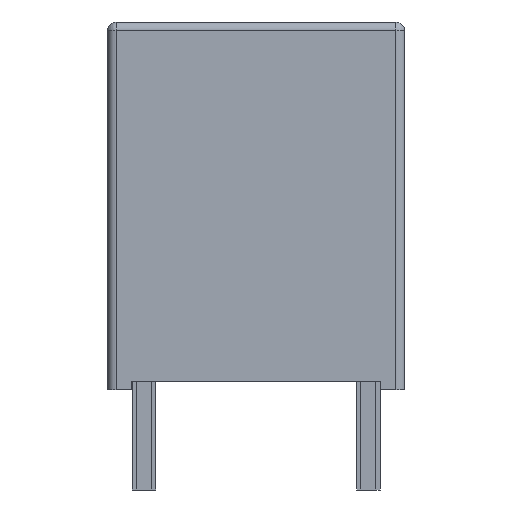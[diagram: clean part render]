
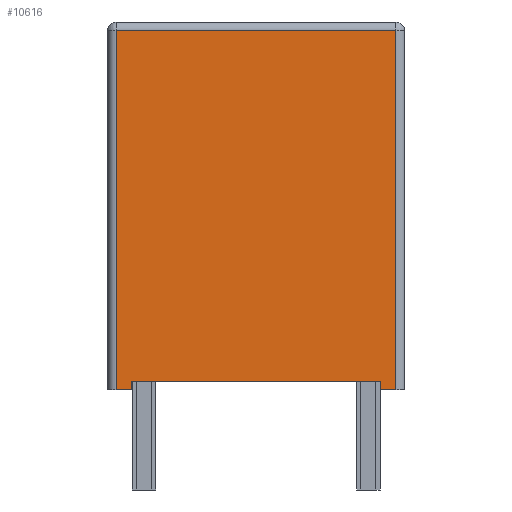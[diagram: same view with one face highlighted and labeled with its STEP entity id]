
A CAD part, left-side view. The second image highlights one B-rep face of the part: STEP entity #10616.
In plain terms, the highlighted planar face has unit normal (-1, 0, 0).
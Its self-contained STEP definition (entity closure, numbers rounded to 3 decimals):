
#53 = DIRECTION ( 'NONE',  ( 0., -1., 0. ) ) ;
#147 = VERTEX_POINT ( 'NONE', #6818 ) ;
#390 = LINE ( 'NONE', #1456, #3518 ) ;
#749 = PLANE ( 'NONE',  #2328 ) ;
#913 = DIRECTION ( 'NONE',  ( 0., 0., 1. ) ) ;
#1213 = LINE ( 'NONE', #12829, #8643 ) ;
#1456 = CARTESIAN_POINT ( 'NONE',  ( -14.25, -4.219, -0.3 ) ) ;
#1844 = DIRECTION ( 'NONE',  ( 1., 0., 0. ) ) ;
#1892 = VERTEX_POINT ( 'NONE', #13524 ) ;
#1942 = VECTOR ( 'NONE', #9280, 1000. ) ;
#1954 = VERTEX_POINT ( 'NONE', #5548 ) ;
#2006 = EDGE_CURVE ( 'NONE', #7055, #147, #14551, .T. ) ;
#2328 = AXIS2_PLACEMENT_3D ( 'NONE', #10015, #1844, #11424 ) ;
#2430 = CARTESIAN_POINT ( 'NONE',  ( -14.25, 5.05, -0.3 ) ) ;
#2605 = CARTESIAN_POINT ( 'NONE',  ( -14.25, 4.219, -0.3 ) ) ;
#2636 = VERTEX_POINT ( 'NONE', #2605 ) ;
#2815 = VERTEX_POINT ( 'NONE', #13024 ) ;
#2945 = CARTESIAN_POINT ( 'NONE',  ( -14.25, -5.05, 0. ) ) ;
#3518 = VECTOR ( 'NONE', #3771, 1000. ) ;
#3771 = DIRECTION ( 'NONE',  ( 0., 0., 1. ) ) ;
#3956 = DIRECTION ( 'NONE',  ( 0., -1., 0. ) ) ;
#4216 = EDGE_CURVE ( 'NONE', #2636, #8379, #4466, .T. ) ;
#4466 = LINE ( 'NONE', #11514, #10539 ) ;
#5353 = DIRECTION ( 'NONE',  ( 0., 0., 1. ) ) ;
#5450 = VERTEX_POINT ( 'NONE', #8873 ) ;
#5548 = CARTESIAN_POINT ( 'NONE',  ( -14.25, -4.75, 11.9 ) ) ;
#5736 = VECTOR ( 'NONE', #53, 1000. ) ;
#6057 = CARTESIAN_POINT ( 'NONE',  ( -14.25, -4.219, -0.3 ) ) ;
#6165 = VECTOR ( 'NONE', #9031, 1000. ) ;
#6359 = LINE ( 'NONE', #13490, #1942 ) ;
#6433 = EDGE_CURVE ( 'NONE', #1954, #1892, #6359, .T. ) ;
#6580 = ORIENTED_EDGE ( 'NONE', *, *, #13076, .T. ) ;
#6656 = CARTESIAN_POINT ( 'NONE',  ( -14.25, 4.219, 0. ) ) ;
#6800 = EDGE_CURVE ( 'NONE', #7055, #2815, #390, .T. ) ;
#6818 = CARTESIAN_POINT ( 'NONE',  ( -14.25, -4.75, -0.3 ) ) ;
#7055 = VERTEX_POINT ( 'NONE', #6057 ) ;
#8379 = VERTEX_POINT ( 'NONE', #6656 ) ;
#8643 = VECTOR ( 'NONE', #11676, 1000. ) ;
#8848 = FACE_OUTER_BOUND ( 'NONE', #13552, .T. ) ;
#8873 = CARTESIAN_POINT ( 'NONE',  ( -14.25, 4.75, -0.3 ) ) ;
#9031 = DIRECTION ( 'NONE',  ( 0., -1., 0. ) ) ;
#9280 = DIRECTION ( 'NONE',  ( 0., 1., 0. ) ) ;
#9464 = ORIENTED_EDGE ( 'NONE', *, *, #6433, .T. ) ;
#9498 = EDGE_CURVE ( 'NONE', #8379, #2815, #14879, .T. ) ;
#9506 = ORIENTED_EDGE ( 'NONE', *, *, #9498, .T. ) ;
#10015 = CARTESIAN_POINT ( 'NONE',  ( -14.25, -5.05, 12.2 ) ) ;
#10241 = LINE ( 'NONE', #12567, #12417 ) ;
#10326 = ORIENTED_EDGE ( 'NONE', *, *, #6800, .F. ) ;
#10451 = VECTOR ( 'NONE', #3956, 1000. ) ;
#10539 = VECTOR ( 'NONE', #913, 1000. ) ;
#10616 = ADVANCED_FACE ( 'NONE', ( #8848 ), #749, .F. ) ;
#10684 = ORIENTED_EDGE ( 'NONE', *, *, #2006, .T. ) ;
#10810 = ORIENTED_EDGE ( 'NONE', *, *, #4216, .T. ) ;
#11424 = DIRECTION ( 'NONE',  ( 0., 0., -1. ) ) ;
#11514 = CARTESIAN_POINT ( 'NONE',  ( -14.25, 4.219, -0.3 ) ) ;
#11676 = DIRECTION ( 'NONE',  ( 0., 0., -1. ) ) ;
#11740 = EDGE_CURVE ( 'NONE', #147, #1954, #10241, .T. ) ;
#11762 = EDGE_CURVE ( 'NONE', #5450, #2636, #14017, .T. ) ;
#12417 = VECTOR ( 'NONE', #5353, 1000. ) ;
#12567 = CARTESIAN_POINT ( 'NONE',  ( -14.25, -4.75, 12.2 ) ) ;
#12829 = CARTESIAN_POINT ( 'NONE',  ( -14.25, 4.75, 12.2 ) ) ;
#13024 = CARTESIAN_POINT ( 'NONE',  ( -14.25, -4.219, 0. ) ) ;
#13076 = EDGE_CURVE ( 'NONE', #1892, #5450, #1213, .T. ) ;
#13436 = ORIENTED_EDGE ( 'NONE', *, *, #11762, .T. ) ;
#13490 = CARTESIAN_POINT ( 'NONE',  ( -14.25, -5.05, 11.9 ) ) ;
#13524 = CARTESIAN_POINT ( 'NONE',  ( -14.25, 4.75, 11.9 ) ) ;
#13552 = EDGE_LOOP ( 'NONE', ( #10684, #14297, #9464, #6580, #13436, #10810, #9506, #10326 ) ) ;
#13816 = CARTESIAN_POINT ( 'NONE',  ( -14.25, -5.05, -0.3 ) ) ;
#14017 = LINE ( 'NONE', #2430, #5736 ) ;
#14297 = ORIENTED_EDGE ( 'NONE', *, *, #11740, .T. ) ;
#14551 = LINE ( 'NONE', #13816, #10451 ) ;
#14879 = LINE ( 'NONE', #2945, #6165 ) ;
